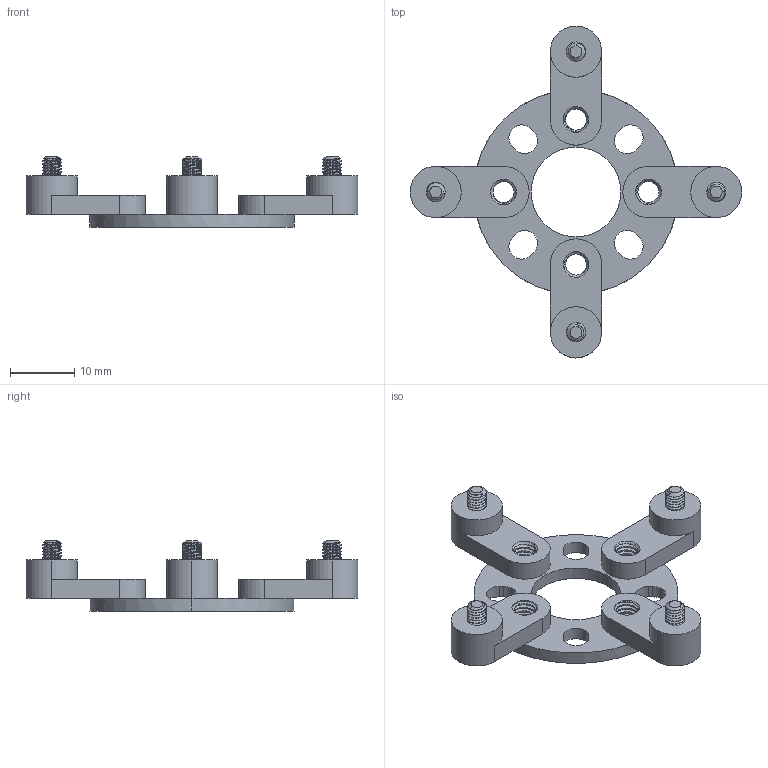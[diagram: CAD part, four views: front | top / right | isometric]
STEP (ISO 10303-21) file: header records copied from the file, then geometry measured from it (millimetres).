
FILE_DESCRIPTION (( 'STEP AP203' ), '1' );
FILE_NAME ('1700-0016-0017 assembly.STEP', '2018-02-02T17:06:40', ( '' ), ( '' ), 'SwSTEP 2.0', 'SolidWorks 2016', '' );
FILE_SCHEMA (( 'CONFIG_CONTROL_DESIGN' ));
Length unit declared in the file: millimetre
Products named in the file (3): 1700-0016-0017 assembly; M3 x 5mm zinc plated socket head screw_90128A187; 1700-0016-0017
Assembly tree (5 placements, depth 2):
  1700-0016-0017 assembly
    1700-0016-0017
    M3 x 5mm zinc plated socket head screw_90128A187  x4
Bounding box: 51.84 x 51.84 x 11 mm (x, y, z)
Volume: 3002.2 mm3; surface area: 4328.5 mm2
Topology: 5 solids, 5 shells, 509 faces, 1355 edges, 868 vertices
Faces by surface type: cylinder 337, cone 82, plane 74, bspline 16
Entity records: 21001 total; most frequent: CARTESIAN_POINT 13829, ORIENTED_EDGE 1648, DIRECTION 1242, EDGE_CURVE 824, VERTEX_POINT 532, AXIS2_PLACEMENT_3D 473, EDGE_LOOP 334, ADVANCED_FACE 302
